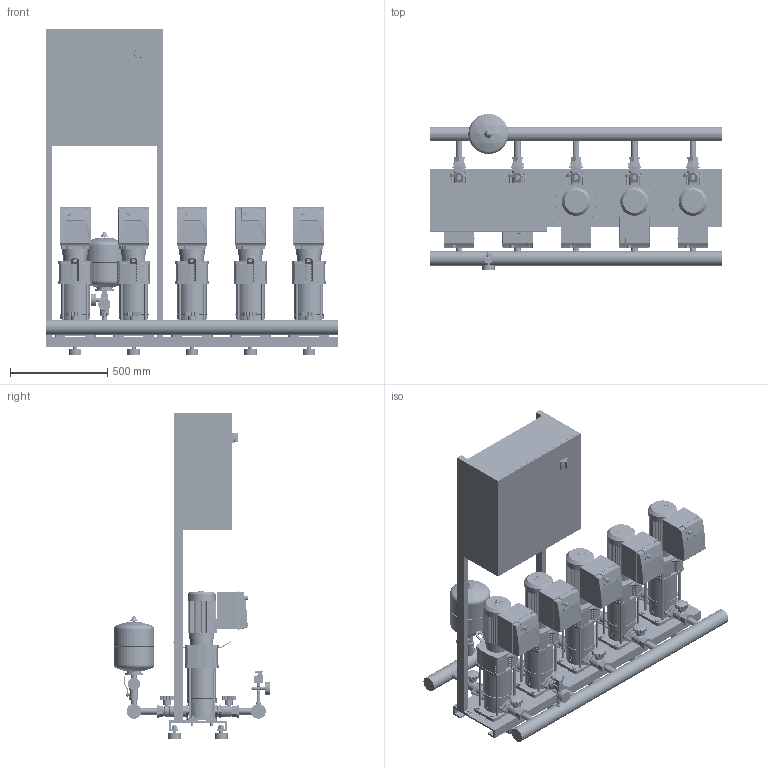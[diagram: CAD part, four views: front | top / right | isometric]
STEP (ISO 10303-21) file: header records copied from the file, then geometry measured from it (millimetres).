
FILE_DESCRIPTION((''),'2;1');
FILE_NAME('3d_COR-5HELIXVE404_K_CCE-01-2539342.stp','2015-10-05T07:15:13',(''),(''),'Mechanical Desktop 2009','Mechanical Desktop 2009',', , ');
FILE_SCHEMA(('CONFIG_CONTROL_DESIGN'));
Length unit declared in the file: millimetre
Products named in the file (1): Product
Bounding box: 1500 x 802 x 1670 mm (x, y, z)
Volume: 207111743.2 mm3; surface area: 10984432.6 mm2
Topology: 236 solids, 236 shells, 6826 faces, 17343 edges, 11262 vertices
Faces by surface type: plane 2855, cylinder 1922, bspline 1618, cone 251, torus 114, sphere 66
Entity records: 218399 total; most frequent: CARTESIAN_POINT 54823, ORIENTED_EDGE 34518, DIRECTION 32234, EDGE_CURVE 17259, VERTEX_POINT 11255, VECTOR 11082, LINE 11082, AXIS2_PLACEMENT_3D 10576
